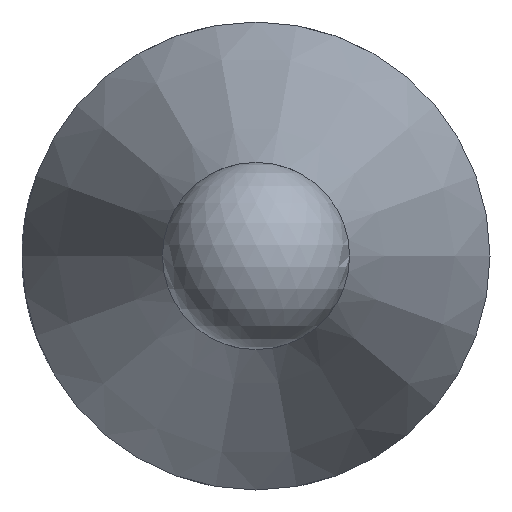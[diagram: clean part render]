
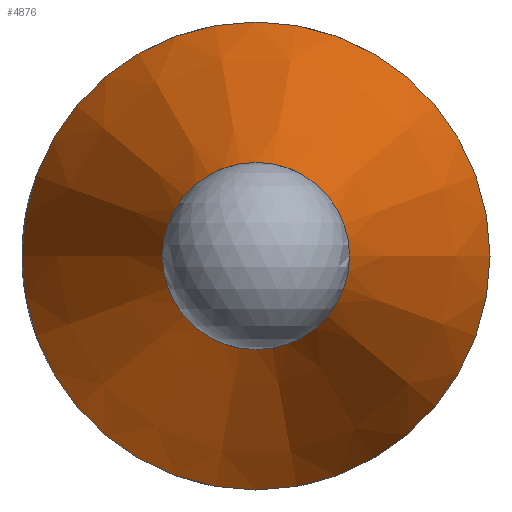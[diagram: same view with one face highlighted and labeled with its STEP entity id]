
A CAD part, left-side view. The second image highlights one B-rep face of the part: STEP entity #4876.
In plain terms, the highlighted conical face has half-angle 20 degrees and reference radius 2 mm.
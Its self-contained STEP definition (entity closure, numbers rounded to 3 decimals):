
#1635 = FACE_BOUND ( 'NONE', #15879, .T. ) ;
#1729 = DIRECTION ( 'NONE',  ( 0., -1., 0. ) ) ;
#2077 = FACE_OUTER_BOUND ( 'NONE', #8576, .T. ) ;
#3136 = DIRECTION ( 'NONE',  ( 1., 0., 0. ) ) ;
#3278 = VERTEX_POINT ( 'NONE', #8961 ) ;
#4483 = ORIENTED_EDGE ( 'NONE', *, *, #4969, .T. ) ;
#4876 = ADVANCED_FACE ( 'NONE', ( #2077, #1635 ), #16356, .T. ) ;
#4969 = EDGE_CURVE ( 'NONE', #11849, #11849, #13365, .T. ) ;
#5339 = AXIS2_PLACEMENT_3D ( 'NONE', #11621, #7424, #1729 ) ;
#5978 = AXIS2_PLACEMENT_3D ( 'NONE', #9401, #16491, #9933 ) ;
#7424 = DIRECTION ( 'NONE',  ( -1., 0., 0. ) ) ;
#7764 = DIRECTION ( 'NONE',  ( 0., 1., 0. ) ) ;
#8576 = EDGE_LOOP ( 'NONE', ( #4483 ) ) ;
#8961 = CARTESIAN_POINT ( 'NONE',  ( -98.742, -18.93, 0. ) ) ;
#9401 = CARTESIAN_POINT ( 'NONE',  ( -98.742, -16.93, 0. ) ) ;
#9933 = DIRECTION ( 'NONE',  ( 0., -1., 0. ) ) ;
#10134 = CARTESIAN_POINT ( 'NONE',  ( -98.742, -16.93, 0. ) ) ;
#10168 = ORIENTED_EDGE ( 'NONE', *, *, #15914, .F. ) ;
#10986 = AXIS2_PLACEMENT_3D ( 'NONE', #10134, #3136, #7764 ) ;
#11034 = CIRCLE ( 'NONE', #5978, 2. ) ;
#11621 = CARTESIAN_POINT ( 'NONE',  ( -90.5, -16.93, 0. ) ) ;
#11849 = VERTEX_POINT ( 'NONE', #13159 ) ;
#13159 = CARTESIAN_POINT ( 'NONE',  ( -90.5, -21.93, 0. ) ) ;
#13365 = CIRCLE ( 'NONE', #5339, 5. ) ;
#15879 = EDGE_LOOP ( 'NONE', ( #10168 ) ) ;
#15914 = EDGE_CURVE ( 'NONE', #3278, #3278, #11034, .T. ) ;
#16356 = CONICAL_SURFACE ( 'NONE', #10986, 2., 0.349 ) ;
#16491 = DIRECTION ( 'NONE',  ( -1., 0., 0. ) ) ;
